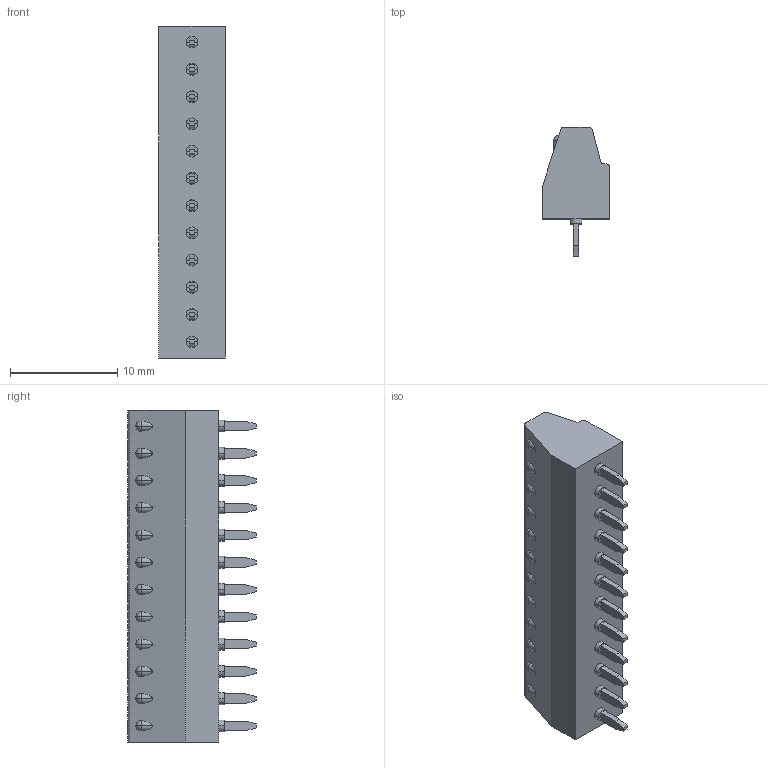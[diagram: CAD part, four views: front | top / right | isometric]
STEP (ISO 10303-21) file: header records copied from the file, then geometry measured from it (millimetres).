
FILE_DESCRIPTION(('CAx-IF Rec.Pracs.---Model Styling and Organization---1.5---2016-08-15','CAx-IF Rec.Pracs.---Geometric and Assembly Validation Properties---4.4---2016-08-17','CAx-IF Rec.Pracs.---User Defined Attributes---1.5---2016-08-15','CAx-IF Rec.Pracs.---External References---2.1---2005-01-19'),'2;1');
FILE_NAME('12749742.step','2024-12-15T12:39:23',('Unspecified'),('Unspecified'),'CAD Exchanger 3.10.2 (cadexchanger.com)','Unspecified','');
FILE_SCHEMA(('AUTOMOTIVE_DESIGN { 1 0 10303 214 1 1 1 1 }'));
Length unit declared in the file: millimetre
Products named in the file (2): mpt_0.5-12-2.54
Assembly tree (1 placements, depth 2):
  mpt_0.5-12-2.54
    mpt_0.5-12-2.54
Bounding box: 6.2 x 12 x 30.94 mm (x, y, z)
Volume: 1239 mm3; surface area: 1436.7 mm2
Topology: 1 solids, 1 shells, 687 faces, 1659 edges, 1014 vertices
Faces by surface type: plane 506, cylinder 157, sphere 24
Entity records: 25849 total; most frequent: CARTESIAN_POINT 4130, DIRECTION 3459, ORIENTED_EDGE 3270, EDGE_CURVE 1635, AXIS2_PLACEMENT_3D 1159, LINE 1141, VECTOR 1141, VERTEX_POINT 1014
